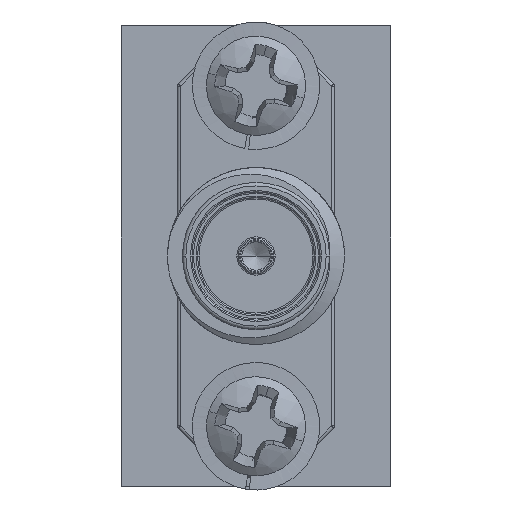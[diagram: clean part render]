
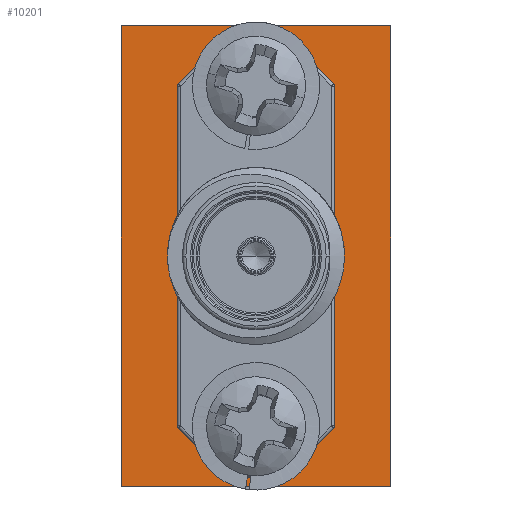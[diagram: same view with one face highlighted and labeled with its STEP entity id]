
A CAD part, left-side view. The second image highlights one B-rep face of the part: STEP entity #10201.
In plain terms, the highlighted planar face has unit normal (-1, 0, 0).
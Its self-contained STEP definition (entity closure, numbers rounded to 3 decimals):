
#349 = LINE ( 'NONE', #3095, #6908 ) ;
#453 = CARTESIAN_POINT ( 'NONE',  ( 0., 4.826, -8.255 ) ) ;
#697 = VERTEX_POINT ( 'NONE', #1041 ) ;
#864 = ORIENTED_EDGE ( 'NONE', *, *, #12048, .F. ) ;
#1041 = CARTESIAN_POINT ( 'NONE',  ( 0., 4.826, -8.445 ) ) ;
#1420 = DIRECTION ( 'NONE',  ( 0., -1., 0. ) ) ;
#1594 = DIRECTION ( 'NONE',  ( 0., 0., -1. ) ) ;
#1611 = ORIENTED_EDGE ( 'NONE', *, *, #2144, .T. ) ;
#1725 = ORIENTED_EDGE ( 'NONE', *, *, #8749, .T. ) ;
#1845 = CARTESIAN_POINT ( 'NONE',  ( 0., 9.652, 0. ) ) ;
#2052 = DIRECTION ( 'NONE',  ( 0., 0., -1. ) ) ;
#2144 = EDGE_CURVE ( 'NONE', #7414, #9773, #349, .T. ) ;
#3027 = VECTOR ( 'NONE', #5884, 1000. ) ;
#3071 = PLANE ( 'NONE',  #8545 ) ;
#3095 = CARTESIAN_POINT ( 'NONE',  ( 0., 0., 0. ) ) ;
#3149 = CARTESIAN_POINT ( 'NONE',  ( 0., 9.652, 0. ) ) ;
#3322 = CARTESIAN_POINT ( 'NONE',  ( 0., 4.826, -8.065 ) ) ;
#3375 = FACE_OUTER_BOUND ( 'NONE', #9326, .T. ) ;
#4120 = DIRECTION ( 'NONE',  ( -1., 0., 0. ) ) ;
#4982 = DIRECTION ( 'NONE',  ( 0., 0., 1. ) ) ;
#5053 = VERTEX_POINT ( 'NONE', #6158 ) ;
#5126 = EDGE_CURVE ( 'NONE', #697, #9759, #5736, .T. ) ;
#5255 = CARTESIAN_POINT ( 'NONE',  ( 0., 9.652, -16.51 ) ) ;
#5295 = FACE_BOUND ( 'NONE', #7755, .T. ) ;
#5736 = CIRCLE ( 'NONE', #11272, 0.19 ) ;
#5884 = DIRECTION ( 'NONE',  ( 0., 0., 1. ) ) ;
#5920 = EDGE_CURVE ( 'NONE', #5053, #9773, #9575, .T. ) ;
#6041 = DIRECTION ( 'NONE',  ( 0., 0., -1. ) ) ;
#6158 = CARTESIAN_POINT ( 'NONE',  ( 0., 9.652, 0. ) ) ;
#6221 = ORIENTED_EDGE ( 'NONE', *, *, #5920, .F. ) ;
#6299 = AXIS2_PLACEMENT_3D ( 'NONE', #453, #4120, #6041 ) ;
#6343 = DIRECTION ( 'NONE',  ( 0., -1., 0. ) ) ;
#6437 = CARTESIAN_POINT ( 'NONE',  ( 0., 4.826, -8.255 ) ) ;
#6908 = VECTOR ( 'NONE', #4982, 1000. ) ;
#7036 = VECTOR ( 'NONE', #1420, 1000. ) ;
#7414 = VERTEX_POINT ( 'NONE', #10682 ) ;
#7755 = EDGE_LOOP ( 'NONE', ( #10839, #11756 ) ) ;
#7795 = CARTESIAN_POINT ( 'NONE',  ( 0., 9.652, 0. ) ) ;
#8545 = AXIS2_PLACEMENT_3D ( 'NONE', #3149, #9767, #2052 ) ;
#8749 = EDGE_CURVE ( 'NONE', #9829, #7414, #9502, .T. ) ;
#9063 = CARTESIAN_POINT ( 'NONE',  ( 0., 0., 0. ) ) ;
#9071 = EDGE_CURVE ( 'NONE', #9759, #697, #10853, .T. ) ;
#9326 = EDGE_LOOP ( 'NONE', ( #1611, #6221, #864, #1725 ) ) ;
#9502 = LINE ( 'NONE', #11969, #11900 ) ;
#9575 = LINE ( 'NONE', #7795, #7036 ) ;
#9759 = VERTEX_POINT ( 'NONE', #3322 ) ;
#9767 = DIRECTION ( 'NONE',  ( 1., 0., 0. ) ) ;
#9773 = VERTEX_POINT ( 'NONE', #9063 ) ;
#9829 = VERTEX_POINT ( 'NONE', #5255 ) ;
#10201 = ADVANCED_FACE ( 'NONE', ( #3375, #5295 ), #3071, .F. ) ;
#10682 = CARTESIAN_POINT ( 'NONE',  ( 0., 0., -16.51 ) ) ;
#10839 = ORIENTED_EDGE ( 'NONE', *, *, #5126, .F. ) ;
#10853 = CIRCLE ( 'NONE', #6299, 0.19 ) ;
#11032 = DIRECTION ( 'NONE',  ( -1., 0., 0. ) ) ;
#11272 = AXIS2_PLACEMENT_3D ( 'NONE', #6437, #11032, #1594 ) ;
#11756 = ORIENTED_EDGE ( 'NONE', *, *, #9071, .F. ) ;
#11801 = LINE ( 'NONE', #1845, #3027 ) ;
#11900 = VECTOR ( 'NONE', #6343, 1000. ) ;
#11969 = CARTESIAN_POINT ( 'NONE',  ( 0., 9.652, -16.51 ) ) ;
#12048 = EDGE_CURVE ( 'NONE', #9829, #5053, #11801, .T. ) ;
